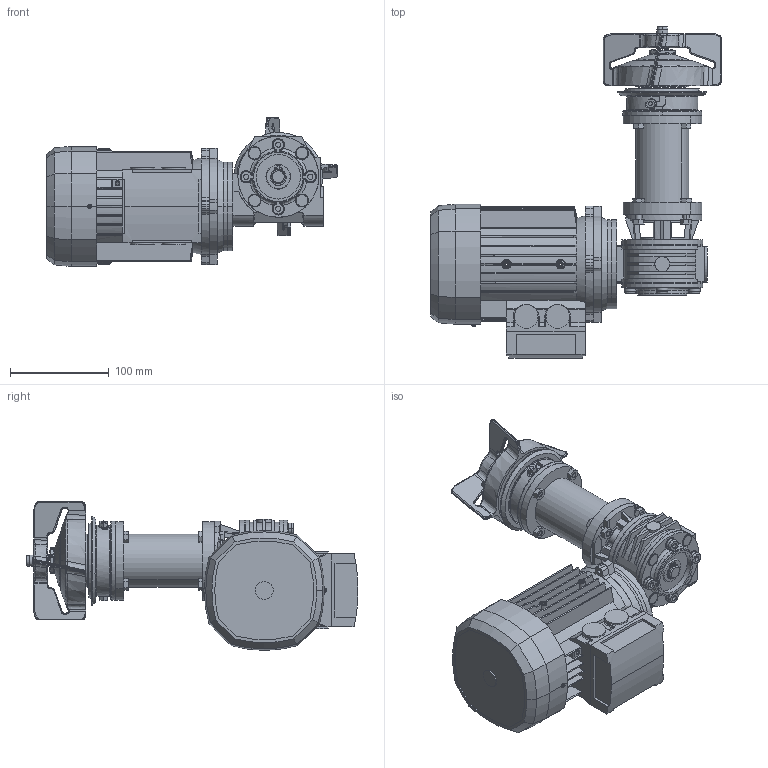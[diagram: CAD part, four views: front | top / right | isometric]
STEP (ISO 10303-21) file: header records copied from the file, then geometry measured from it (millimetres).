
FILE_DESCRIPTION (( 'STEP AP203' ), '1' );
FILE_NAME ('Complete Mixer GMP100 E2, standard (IEC).STEP', '2007-05-28T14:54:06', ( ' ' ), ( ' ' ), 'SwSTEP 2.0', 'SolidWorks 2005235', '' );
FILE_SCHEMA (( 'CONFIG_CONTROL_DESIGN' ));
Length unit declared in the file: millimetre
Products named in the file (1): Complete Mixer GMP100 E2, standard (IEC)
Bounding box: 295 x 336.52 x 150.8 mm (x, y, z)
Surface area: 375109 mm2 (no closed solid volume)
Topology: 0 solids, 59 shells, 1250 faces, 4029 edges, 2718 vertices
Faces by surface type: plane 478, cylinder 400, bspline 161, cone 135, torus 75, sphere 1
Entity records: 60042 total; most frequent: CARTESIAN_POINT 26656, ORIENTED_EDGE 6847, DIRECTION 6582, EDGE_CURVE 4021, VERTEX_POINT 2717, AXIS2_PLACEMENT_3D 2491, VECTOR 1600, LINE 1600
